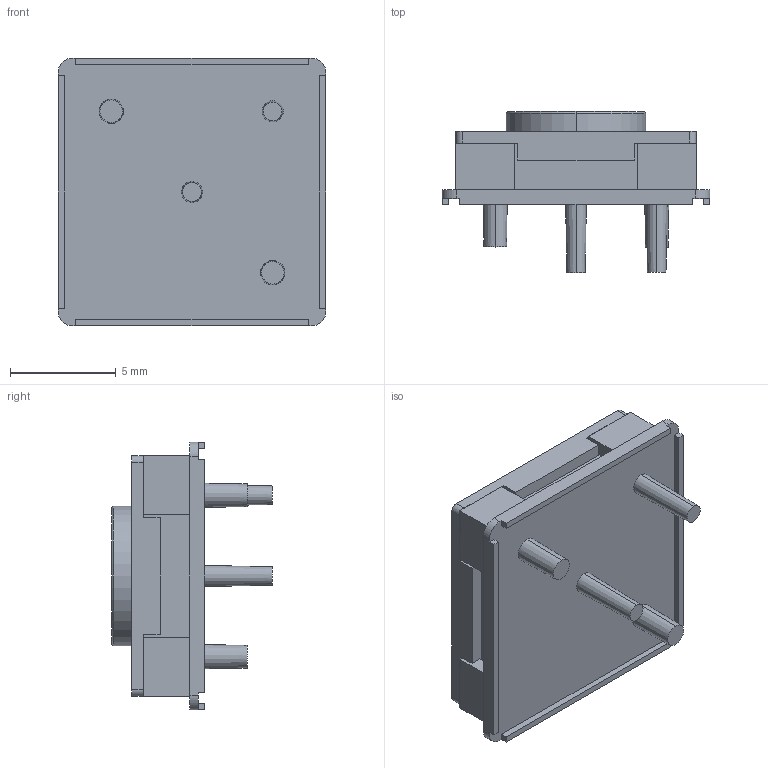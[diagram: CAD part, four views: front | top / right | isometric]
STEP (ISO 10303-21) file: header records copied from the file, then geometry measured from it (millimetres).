
FILE_DESCRIPTION (( 'STEP AP214' ), '1' );
FILE_NAME ('1241.1002.STEP', '2008-03-13T14:59:07', ( 'Schurter GMBH' ), ( 'Schurter GMBH' ), 'SwSTEP 2.0', 'SolidWorks 2007', '' );
FILE_SCHEMA (( 'AUTOMOTIVE_DESIGN' ));
Length unit declared in the file: millimetre
Products named in the file (1): 1241.1002
Bounding box: 12.65 x 7.6 x 12.65 mm (x, y, z)
Volume: 423 mm3; surface area: 651.2 mm2
Topology: 1 solids, 1 shells, 111 faces, 290 edges, 190 vertices
Faces by surface type: plane 83, cylinder 16, cone 10, torus 2
Entity records: 3403 total; most frequent: CARTESIAN_POINT 592, ORIENTED_EDGE 580, DIRECTION 570, EDGE_CURVE 290, VECTOR 234, LINE 234, VERTEX_POINT 190, AXIS2_PLACEMENT_3D 168
